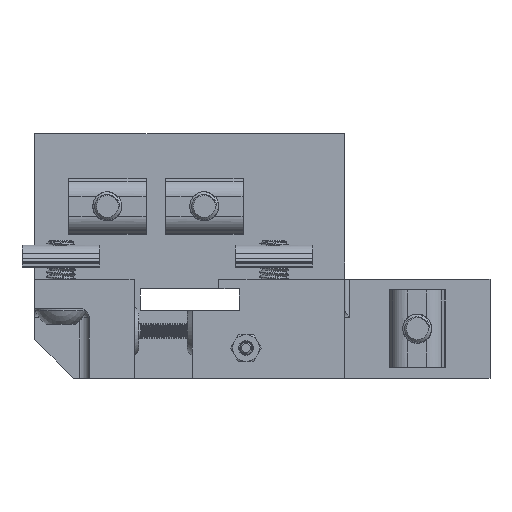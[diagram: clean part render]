
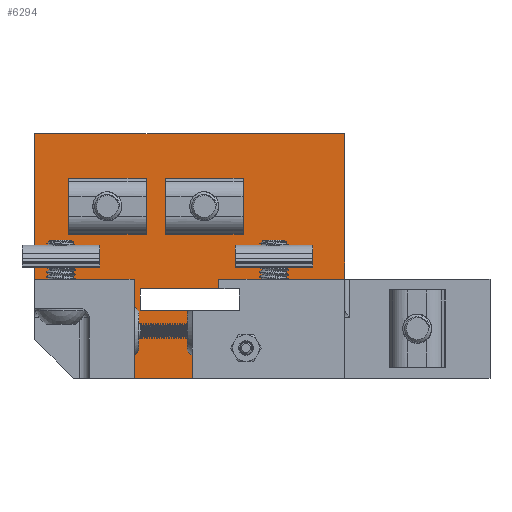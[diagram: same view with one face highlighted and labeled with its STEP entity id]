
A CAD part, left-side view. The second image highlights one B-rep face of the part: STEP entity #6294.
In plain terms, the highlighted planar face has unit normal (-1, 0, 0).
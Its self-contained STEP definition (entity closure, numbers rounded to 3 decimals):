
#747=FACE_BOUND('',#1354,.T.);
#748=FACE_BOUND('',#1355,.T.);
#804=CIRCLE('',#6778,3.);
#805=CIRCLE('',#6779,3.);
#974=FACE_OUTER_BOUND('',#1353,.T.);
#1353=EDGE_LOOP('',(#4556,#4557,#4558,#4559,#4560,#4561,#4562,#4563,#4564,
#4565,#4566,#4567,#4568,#4569));
#1354=EDGE_LOOP('',(#4570));
#1355=EDGE_LOOP('',(#4571));
#1782=LINE('',#9029,#2227);
#1792=LINE('',#9066,#2237);
#1795=LINE('',#9076,#2240);
#1803=LINE('',#9093,#2248);
#1804=LINE('',#9094,#2249);
#1829=LINE('',#9165,#2274);
#1830=LINE('',#9166,#2275);
#1831=LINE('',#9168,#2276);
#1832=LINE('',#9170,#2277);
#1833=LINE('',#9172,#2278);
#1834=LINE('',#9174,#2279);
#1835=LINE('',#9176,#2280);
#1836=LINE('',#9178,#2281);
#1837=LINE('',#9179,#2282);
#2227=VECTOR('',#7466,10.);
#2237=VECTOR('',#7496,10.);
#2240=VECTOR('',#7509,10.);
#2248=VECTOR('',#7523,10.);
#2249=VECTOR('',#7524,10.);
#2274=VECTOR('',#7591,10.);
#2275=VECTOR('',#7592,10.);
#2276=VECTOR('',#7593,10.);
#2277=VECTOR('',#7594,10.);
#2278=VECTOR('',#7595,10.);
#2279=VECTOR('',#7596,10.);
#2280=VECTOR('',#7597,10.);
#2281=VECTOR('',#7598,10.);
#2282=VECTOR('',#7599,10.);
#2656=VERTEX_POINT('',#9026);
#2657=VERTEX_POINT('',#9028);
#2667=VERTEX_POINT('',#9059);
#2670=VERTEX_POINT('',#9064);
#2672=VERTEX_POINT('',#9075);
#2678=VERTEX_POINT('',#9092);
#2702=VERTEX_POINT('',#9163);
#2703=VERTEX_POINT('',#9164);
#2704=VERTEX_POINT('',#9167);
#2705=VERTEX_POINT('',#9169);
#2706=VERTEX_POINT('',#9171);
#2707=VERTEX_POINT('',#9173);
#2708=VERTEX_POINT('',#9175);
#2709=VERTEX_POINT('',#9177);
#2710=VERTEX_POINT('',#9180);
#2711=VERTEX_POINT('',#9182);
#3337=EDGE_CURVE('',#2657,#2656,#1782,.T.);
#3354=EDGE_CURVE('',#2670,#2667,#1792,.T.);
#3358=EDGE_CURVE('',#2672,#2657,#1795,.T.);
#3367=EDGE_CURVE('',#2678,#2672,#1803,.T.);
#3368=EDGE_CURVE('',#2670,#2678,#1804,.T.);
#3404=EDGE_CURVE('',#2702,#2703,#1829,.T.);
#3405=EDGE_CURVE('',#2703,#2667,#1830,.T.);
#3406=EDGE_CURVE('',#2656,#2704,#1831,.T.);
#3407=EDGE_CURVE('',#2704,#2705,#1832,.T.);
#3408=EDGE_CURVE('',#2706,#2705,#1833,.T.);
#3409=EDGE_CURVE('',#2706,#2707,#1834,.T.);
#3410=EDGE_CURVE('',#2707,#2708,#1835,.T.);
#3411=EDGE_CURVE('',#2709,#2708,#1836,.T.);
#3412=EDGE_CURVE('',#2709,#2702,#1837,.T.);
#3413=EDGE_CURVE('',#2710,#2710,#804,.T.);
#3414=EDGE_CURVE('',#2711,#2711,#805,.T.);
#4556=ORIENTED_EDGE('',*,*,#3404,.T.);
#4557=ORIENTED_EDGE('',*,*,#3405,.T.);
#4558=ORIENTED_EDGE('',*,*,#3354,.F.);
#4559=ORIENTED_EDGE('',*,*,#3368,.T.);
#4560=ORIENTED_EDGE('',*,*,#3367,.T.);
#4561=ORIENTED_EDGE('',*,*,#3358,.T.);
#4562=ORIENTED_EDGE('',*,*,#3337,.T.);
#4563=ORIENTED_EDGE('',*,*,#3406,.T.);
#4564=ORIENTED_EDGE('',*,*,#3407,.T.);
#4565=ORIENTED_EDGE('',*,*,#3408,.F.);
#4566=ORIENTED_EDGE('',*,*,#3409,.T.);
#4567=ORIENTED_EDGE('',*,*,#3410,.T.);
#4568=ORIENTED_EDGE('',*,*,#3411,.F.);
#4569=ORIENTED_EDGE('',*,*,#3412,.T.);
#4570=ORIENTED_EDGE('',*,*,#3413,.F.);
#4571=ORIENTED_EDGE('',*,*,#3414,.F.);
#6159=PLANE('',#6777);
#6294=ADVANCED_FACE('',(#974,#747,#748),#6159,.T.);
#6777=AXIS2_PLACEMENT_3D('',#9162,#7589,#7590);
#6778=AXIS2_PLACEMENT_3D('',#9181,#7600,#7601);
#6779=AXIS2_PLACEMENT_3D('',#9183,#7602,#7603);
#7466=DIRECTION('',(0.,1.,0.));
#7496=DIRECTION('',(0.,0.,1.));
#7509=DIRECTION('',(0.,0.,1.));
#7523=DIRECTION('',(0.,-1.,0.));
#7524=DIRECTION('',(0.,-1.,0.));
#7589=DIRECTION('center_axis',(-1.,0.,0.));
#7590=DIRECTION('ref_axis',(0.,0.,1.));
#7591=DIRECTION('',(0.,-1.,0.));
#7592=DIRECTION('',(0.,-1.,0.));
#7593=DIRECTION('',(0.,0.,1.));
#7594=DIRECTION('',(0.,-1.,0.));
#7595=DIRECTION('',(0.,0.,-1.));
#7596=DIRECTION('',(0.,-1.,0.));
#7597=DIRECTION('',(0.,0.,1.));
#7598=DIRECTION('',(0.,-1.,0.));
#7599=DIRECTION('',(0.,0.,-1.));
#7600=DIRECTION('center_axis',(-1.,0.,0.));
#7601=DIRECTION('ref_axis',(0.,0.,1.));
#7602=DIRECTION('center_axis',(-1.,0.,0.));
#7603=DIRECTION('ref_axis',(0.,0.,1.));
#9026=CARTESIAN_POINT('',(30.,501.,416.));
#9028=CARTESIAN_POINT('',(30.,490.275,416.));
#9029=CARTESIAN_POINT('',(30.,488.4,416.));
#9059=CARTESIAN_POINT('',(30.,502.275,422.5));
#9064=CARTESIAN_POINT('',(30.,502.275,402.01));
#9066=CARTESIAN_POINT('',(30.,502.275,419.508));
#9075=CARTESIAN_POINT('',(30.,490.275,402.01));
#9076=CARTESIAN_POINT('',(30.,490.275,419.508));
#9092=CARTESIAN_POINT('',(30.,496.525,402.01));
#9093=CARTESIAN_POINT('',(30.,478.163,402.01));
#9094=CARTESIAN_POINT('',(30.,522.775,402.01));
#9162=CARTESIAN_POINT('Origin',(30.,475.8,427.255));
#9163=CARTESIAN_POINT('',(30.,522.775,422.5));
#9164=CARTESIAN_POINT('',(30.,511.525,422.5));
#9165=CARTESIAN_POINT('',(30.,493.663,422.5));
#9166=CARTESIAN_POINT('',(30.,511.525,422.5));
#9167=CARTESIAN_POINT('',(30.,501.,420.5));
#9168=CARTESIAN_POINT('',(30.,501.,423.878));
#9169=CARTESIAN_POINT('',(30.,484.775,420.5));
#9170=CARTESIAN_POINT('',(30.,488.4,420.5));
#9171=CARTESIAN_POINT('',(30.,484.775,422.5));
#9172=CARTESIAN_POINT('',(30.,484.775,422.5));
#9173=CARTESIAN_POINT('',(30.,458.825,422.5));
#9174=CARTESIAN_POINT('',(30.,484.775,422.5));
#9175=CARTESIAN_POINT('',(30.,458.825,452.5));
#9176=CARTESIAN_POINT('',(30.,458.825,402.01));
#9177=CARTESIAN_POINT('',(30.,522.775,452.5));
#9178=CARTESIAN_POINT('',(30.,500.775,452.5));
#9179=CARTESIAN_POINT('',(30.,522.775,439.878));
#9180=CARTESIAN_POINT('',(30.,507.775,434.5));
#9181=CARTESIAN_POINT('Origin',(30.,507.775,437.5));
#9182=CARTESIAN_POINT('',(30.,487.775,434.5));
#9183=CARTESIAN_POINT('Origin',(30.,487.775,437.5));
